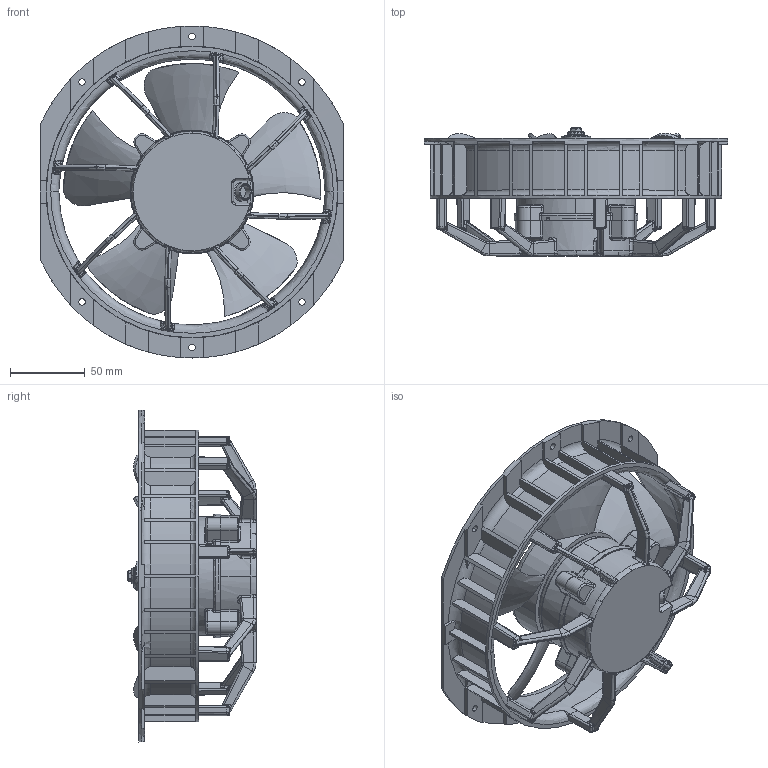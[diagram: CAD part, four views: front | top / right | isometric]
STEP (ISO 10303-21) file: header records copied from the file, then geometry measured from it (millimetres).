
FILE_DESCRIPTION((''),'2;1');
FILE_NAME('DELTA_SLIM_EST_FAN_AFL2212LW-R','2018-04-13T',('HARVEY.WU'),(''),'PRO/ENGINEER BY PARAMETRIC TECHNOLOGY CORPORATION, 2008150','PRO/ENGINEER BY PARAMETRIC TECHNOLOGY CORPORATION, 2008150','');
FILE_SCHEMA(('CONFIG_CONTROL_DESIGN'));
Products named in the file (1): DELTA_SLIM_EST_FAN_AFL2212LW-R
Bounding box: 203 x 85.7 x 222 mm (x, y, z)
Surface area: 177468.2 mm2 (no closed solid volume)
Topology: 0 solids, 7 shells, 1520 faces, 4077 edges, 2481 vertices
Faces by surface type: bspline 479, plane 422, cylinder 314, torus 146, cone 54, sphere 42, extrusion 35, revolution 28
Entity records: 68766 total; most frequent: CARTESIAN_POINT 35811, ORIENTED_EDGE 7940, DIRECTION 5334, EDGE_CURVE 4028, VERTEX_POINT 2481, AXIS2_PLACEMENT_3D 2089, B_SPLINE_CURVE_WITH_KNOTS 1887, EDGE_LOOP 1558
